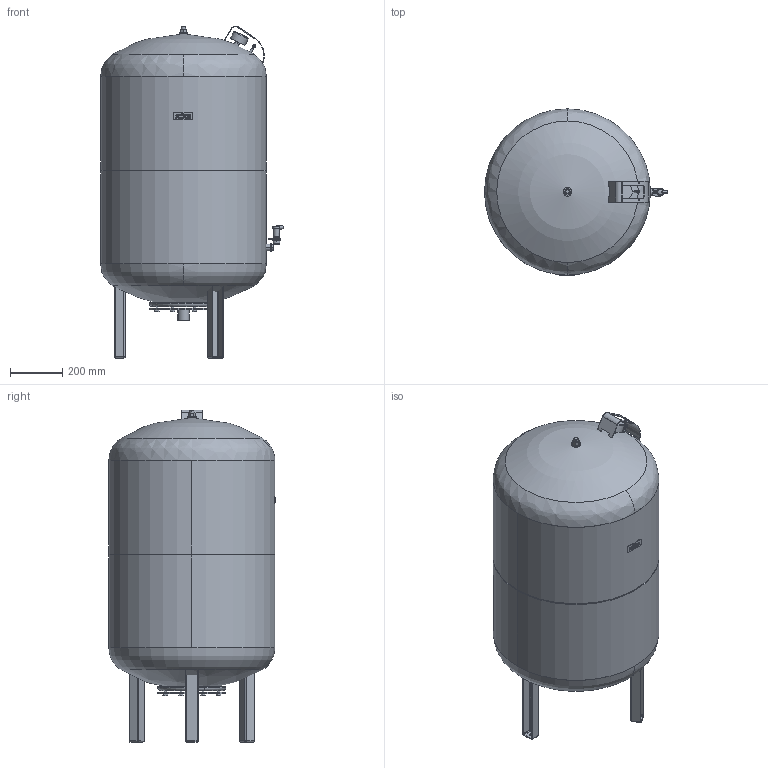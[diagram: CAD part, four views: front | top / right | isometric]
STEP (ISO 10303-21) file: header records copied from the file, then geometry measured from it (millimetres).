
FILE_DESCRIPTION((''),'2;1');
FILE_NAME('3d_G300_10bar-7518200.stp','2009-12-29T14:08:37',(''),(''),'Mechanical Desktop 2008','Mechanical Desktop 2008',', , ');
FILE_SCHEMA(('CONFIG_CONTROL_DESIGN'));
Length unit declared in the file: millimetre
Products named in the file (1): Product
Bounding box: 699 x 635.14 x 1268.37 mm (x, y, z)
Volume: 294257199.2 mm3; surface area: 4066478.7 mm2
Topology: 21 solids, 21 shells, 513 faces, 1195 edges, 738 vertices
Faces by surface type: plane 227, cylinder 188, cone 49, torus 20, bspline 19, sphere 10
Entity records: 15617 total; most frequent: CARTESIAN_POINT 3546, DIRECTION 2654, ORIENTED_EDGE 2358, EDGE_CURVE 1179, AXIS2_PLACEMENT_3D 994, VERTEX_POINT 738, VECTOR 666, LINE 666
